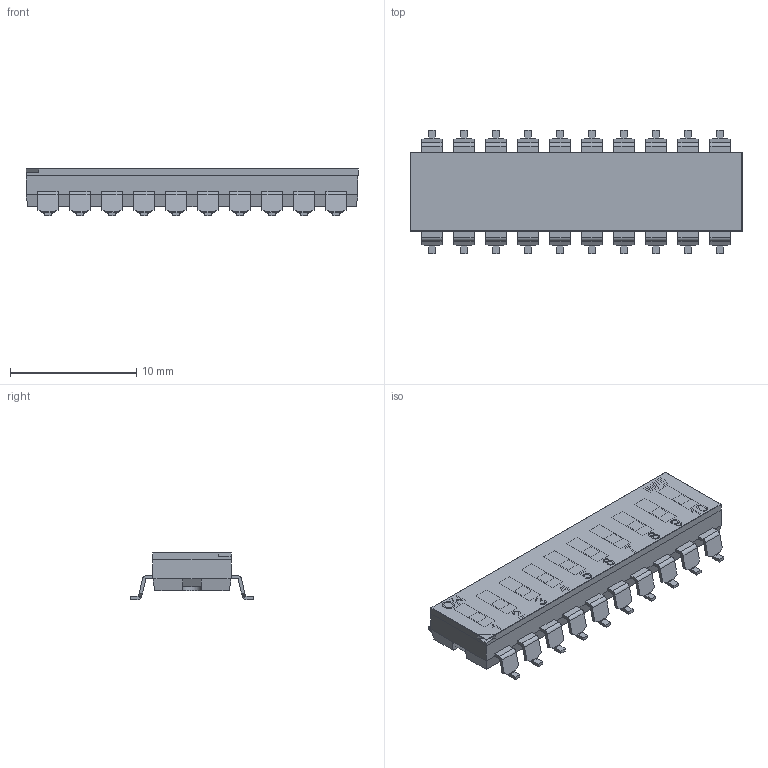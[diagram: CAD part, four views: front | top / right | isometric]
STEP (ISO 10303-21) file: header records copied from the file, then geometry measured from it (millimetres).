
FILE_DESCRIPTION( ( 'Unknown' ), '1' );
FILE_NAME( '418121160810A.stp', 'Unknown', ( 'Unknown' ), ( 'Unknown' ), 'PSStep 17.0.49', 'Unknown', ' ' );
FILE_SCHEMA( ( 'AUTOMOTIVE_DESIGN { 1 0 10303 214 1 1 1 1 }' ) );
Length unit declared in the file: millimetre
Products named in the file (8): Assem1; Actuator; Contact; Base 10; Cover 10; Tape 10; Terminal_front; Terminal_back
Assembly tree (43 placements, depth 2):
  Assem1
    Actuator  x10
    Contact  x10
    Base 10
    Cover 10
    Tape 10
    Terminal_front  x10
    Terminal_back  x10
Bounding box: 26.34 x 9.79 x 3.74 mm (x, y, z)
Volume: 446.6 mm3; surface area: 2150.6 mm2
Topology: 43 solids, 43 shells, 1702 faces, 4687 edges, 3066 vertices
Faces by surface type: plane 1372, cylinder 262, bspline 40, extrusion 28
Full cylindrical faces by diameter (mm): 0.45 x20, 0.5 x40, 1.9 x1
Entity records: 25641 total; most frequent: CARTESIAN_POINT 5303, ORIENTED_EDGE 3304, DIRECTION 2804, EDGE_CURVE 1652, VECTOR 1332, LINE 1304, VERTEX_POINT 1072, AXIS2_PLACEMENT_3D 736
